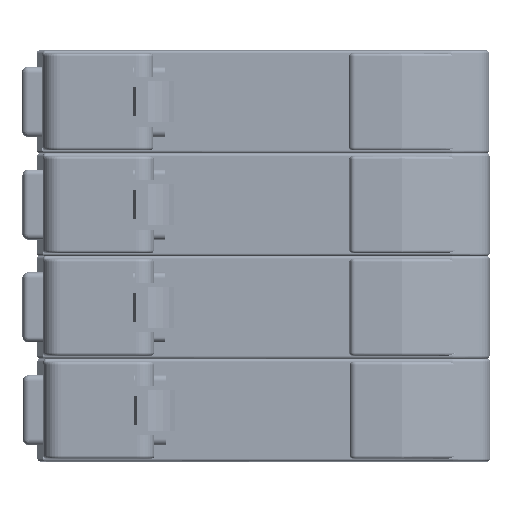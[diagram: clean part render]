
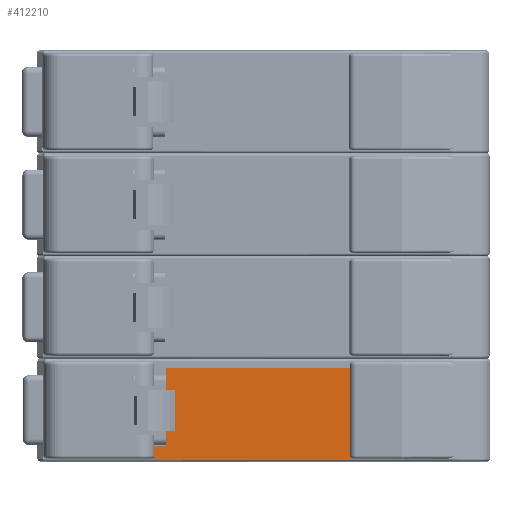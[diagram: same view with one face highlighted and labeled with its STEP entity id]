
A CAD part, front view. The second image highlights one B-rep face of the part: STEP entity #412210.
In plain terms, the highlighted planar face has unit normal (0, -1, 0).
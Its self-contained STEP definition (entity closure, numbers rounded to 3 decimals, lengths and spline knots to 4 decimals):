
#2062 = PLANE ( 'NONE',  #282361 ) ;
#17929 = VECTOR ( 'NONE', #412844, 39.3701 ) ;
#20490 = CARTESIAN_POINT ( 'NONE',  ( -0.8661, -0.0617, -0.3465 ) ) ;
#30229 = VECTOR ( 'NONE', #261721, 39.3701 ) ;
#47646 = VECTOR ( 'NONE', #131650, 39.3701 ) ;
#47746 = CARTESIAN_POINT ( 'NONE',  ( -0.7874, -0.0617, 0.2835 ) ) ;
#51084 = CARTESIAN_POINT ( 'NONE',  ( 0.5512, -0.0617, 0.2835 ) ) ;
#92167 = CARTESIAN_POINT ( 'NONE',  ( 0.5512, -0.0617, -0.3465 ) ) ;
#94765 = CARTESIAN_POINT ( 'NONE',  ( 0.5709, -0.0617, -0.3071 ) ) ;
#104629 = DIRECTION ( 'NONE',  ( -1., 0., 0. ) ) ;
#108568 = VERTEX_POINT ( 'NONE', #301554 ) ;
#109476 = CARTESIAN_POINT ( 'NONE',  ( -0.8661, -0.0617, -0.3465 ) ) ;
#112621 = EDGE_CURVE ( 'NONE', #199630, #427732, #406234, .T. ) ;
#114438 = LINE ( 'NONE', #410657, #17929 ) ;
#117475 = ORIENTED_EDGE ( 'NONE', *, *, #214739, .F. ) ;
#129428 = EDGE_CURVE ( 'NONE', #372996, #160208, #352072, .T. ) ;
#131650 = DIRECTION ( 'NONE',  ( 1., 0., 0. ) ) ;
#131792 = CARTESIAN_POINT ( 'NONE',  ( -0.7874, -0.0617, -0.2441 ) ) ;
#141407 = VECTOR ( 'NONE', #265654, 39.3701 ) ;
#149132 = CARTESIAN_POINT ( 'NONE',  ( 0.5512, -0.0617, -0.3071 ) ) ;
#160208 = VERTEX_POINT ( 'NONE', #229621 ) ;
#178091 = EDGE_CURVE ( 'NONE', #160208, #199630, #114438, .T. ) ;
#195313 = VERTEX_POINT ( 'NONE', #51084 ) ;
#199630 = VERTEX_POINT ( 'NONE', #364039 ) ;
#199757 = LINE ( 'NONE', #131792, #141407 ) ;
#200734 = EDGE_LOOP ( 'NONE', ( #117475, #386235, #308400, #240048, #338127, #391352, #233219, #229810 ) ) ;
#209279 = DIRECTION ( 'NONE',  ( 0., 0., 1. ) ) ;
#214739 = EDGE_CURVE ( 'NONE', #372996, #108568, #364724, .T. ) ;
#229621 = CARTESIAN_POINT ( 'NONE',  ( -0.8858, -0.0617, -0.3268 ) ) ;
#229810 = ORIENTED_EDGE ( 'NONE', *, *, #341442, .F. ) ;
#233219 = ORIENTED_EDGE ( 'NONE', *, *, #395976, .F. ) ;
#239668 = EDGE_CURVE ( 'NONE', #427732, #195313, #296046, .T. ) ;
#240048 = ORIENTED_EDGE ( 'NONE', *, *, #112621, .T. ) ;
#252908 = DIRECTION ( 'NONE',  ( 0., 0., 1. ) ) ;
#258506 = LINE ( 'NONE', #405186, #297666 ) ;
#260988 = AXIS2_PLACEMENT_3D ( 'NONE', #415453, #345243, #209279 ) ;
#261721 = DIRECTION ( 'NONE',  ( 0., 0., 1. ) ) ;
#265654 = DIRECTION ( 'NONE',  ( 0., 0., 1. ) ) ;
#269781 = LINE ( 'NONE', #432204, #47646 ) ;
#282361 = AXIS2_PLACEMENT_3D ( 'NONE', #109476, #368455, #401393 ) ;
#286547 = EDGE_CURVE ( 'NONE', #195313, #421033, #258506, .T. ) ;
#296046 = LINE ( 'NONE', #92167, #301437 ) ;
#297666 = VECTOR ( 'NONE', #104629, 39.3701 ) ;
#301437 = VECTOR ( 'NONE', #399140, 39.3701 ) ;
#301554 = CARTESIAN_POINT ( 'NONE',  ( -0.8661, -0.0617, -0.2441 ) ) ;
#308400 = ORIENTED_EDGE ( 'NONE', *, *, #178091, .T. ) ;
#309132 = FACE_OUTER_BOUND ( 'NONE', #200734, .T. ) ;
#329463 = DIRECTION ( 'NONE',  ( 0., 1., 0. ) ) ;
#338127 = ORIENTED_EDGE ( 'NONE', *, *, #239668, .T. ) ;
#341442 = EDGE_CURVE ( 'NONE', #108568, #372316, #269781, .T. ) ;
#345243 = DIRECTION ( 'NONE',  ( 0., 1., 0. ) ) ;
#352072 = CIRCLE ( 'NONE', #260988, 0.0197 ) ;
#364039 = CARTESIAN_POINT ( 'NONE',  ( 0.5709, -0.0617, -0.3268 ) ) ;
#364254 = AXIS2_PLACEMENT_3D ( 'NONE', #94765, #329463, #252908 ) ;
#364724 = LINE ( 'NONE', #20490, #30229 ) ;
#368455 = DIRECTION ( 'NONE',  ( 0., 1., 0. ) ) ;
#372316 = VERTEX_POINT ( 'NONE', #391260 ) ;
#372996 = VERTEX_POINT ( 'NONE', #411181 ) ;
#386235 = ORIENTED_EDGE ( 'NONE', *, *, #129428, .T. ) ;
#391260 = CARTESIAN_POINT ( 'NONE',  ( -0.7874, -0.0617, -0.2441 ) ) ;
#391352 = ORIENTED_EDGE ( 'NONE', *, *, #286547, .T. ) ;
#395976 = EDGE_CURVE ( 'NONE', #372316, #421033, #199757, .T. ) ;
#399140 = DIRECTION ( 'NONE',  ( 0., 0., 1. ) ) ;
#401393 = DIRECTION ( 'NONE',  ( 1., 0., 0. ) ) ;
#405186 = CARTESIAN_POINT ( 'NONE',  ( -0.8661, -0.0617, 0.2835 ) ) ;
#406234 = CIRCLE ( 'NONE', #364254, 0.0197 ) ;
#410657 = CARTESIAN_POINT ( 'NONE',  ( -0.8661, -0.0617, -0.3268 ) ) ;
#411181 = CARTESIAN_POINT ( 'NONE',  ( -0.8661, -0.0617, -0.3071 ) ) ;
#412210 = ADVANCED_FACE ( 'NONE', ( #309132 ), #2062, .F. ) ;
#412844 = DIRECTION ( 'NONE',  ( 1., 0., 0. ) ) ;
#415453 = CARTESIAN_POINT ( 'NONE',  ( -0.8858, -0.0617, -0.3071 ) ) ;
#421033 = VERTEX_POINT ( 'NONE', #47746 ) ;
#427732 = VERTEX_POINT ( 'NONE', #149132 ) ;
#432204 = CARTESIAN_POINT ( 'NONE',  ( -0.7874, -0.0617, -0.2441 ) ) ;
